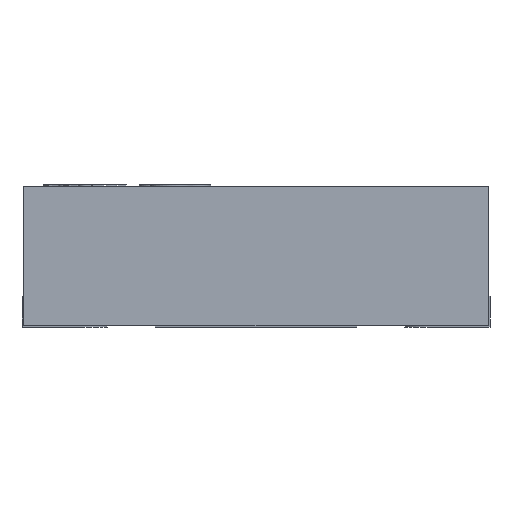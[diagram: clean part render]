
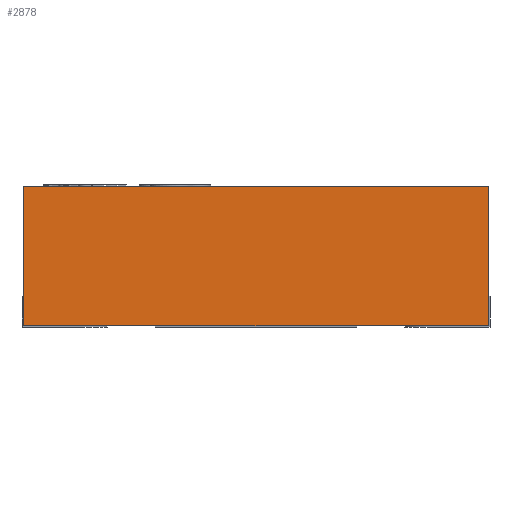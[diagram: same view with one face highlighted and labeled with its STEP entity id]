
A CAD part, left-side view. The second image highlights one B-rep face of the part: STEP entity #2878.
In plain terms, the highlighted planar face has unit normal (-1, 0, 0).
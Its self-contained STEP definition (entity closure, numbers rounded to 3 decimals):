
#748 = VERTEX_POINT('',#749);
#749 = CARTESIAN_POINT('',(-1.5,1.5,0.91));
#755 = EDGE_CURVE('',#748,#756,#758,.T.);
#756 = VERTEX_POINT('',#757);
#757 = CARTESIAN_POINT('',(-1.5,-1.5,0.91));
#758 = LINE('',#759,#760);
#759 = CARTESIAN_POINT('',(-1.5,-1.5,0.91));
#760 = VECTOR('',#761,1.);
#761 = DIRECTION('',(0.,-1.,-0.));
#2478 = VERTEX_POINT('',#2479);
#2479 = CARTESIAN_POINT('',(-1.5,-1.5,0.01));
#2485 = EDGE_CURVE('',#2486,#2478,#2488,.T.);
#2486 = VERTEX_POINT('',#2487);
#2487 = CARTESIAN_POINT('',(-1.5,1.5,0.01));
#2488 = LINE('',#2489,#2490);
#2489 = CARTESIAN_POINT('',(-1.5,-1.5,0.01));
#2490 = VECTOR('',#2491,1.);
#2491 = DIRECTION('',(0.,-1.,-0.));
#2670 = EDGE_CURVE('',#756,#2478,#2671,.T.);
#2671 = LINE('',#2672,#2673);
#2672 = CARTESIAN_POINT('',(-1.5,-1.5,0.91));
#2673 = VECTOR('',#2674,1.);
#2674 = DIRECTION('',(0.,-0.,-1.));
#2854 = EDGE_CURVE('',#748,#2486,#2855,.T.);
#2855 = LINE('',#2856,#2857);
#2856 = CARTESIAN_POINT('',(-1.5,1.5,0.91));
#2857 = VECTOR('',#2858,1.);
#2858 = DIRECTION('',(0.,-0.,-1.));
#2878 = ADVANCED_FACE('',(#2879),#2885,.F.);
#2879 = FACE_BOUND('',#2880,.T.);
#2880 = EDGE_LOOP('',(#2881,#2882,#2883,#2884));
#2881 = ORIENTED_EDGE('',*,*,#2485,.T.);
#2882 = ORIENTED_EDGE('',*,*,#2670,.F.);
#2883 = ORIENTED_EDGE('',*,*,#755,.F.);
#2884 = ORIENTED_EDGE('',*,*,#2854,.T.);
#2885 = PLANE('',#2886);
#2886 = AXIS2_PLACEMENT_3D('',#2887,#2888,#2889);
#2887 = CARTESIAN_POINT('',(-1.5,-1.5,0.91));
#2888 = DIRECTION('',(1.,0.,0.));
#2889 = DIRECTION('',(0.,0.,-1.));
